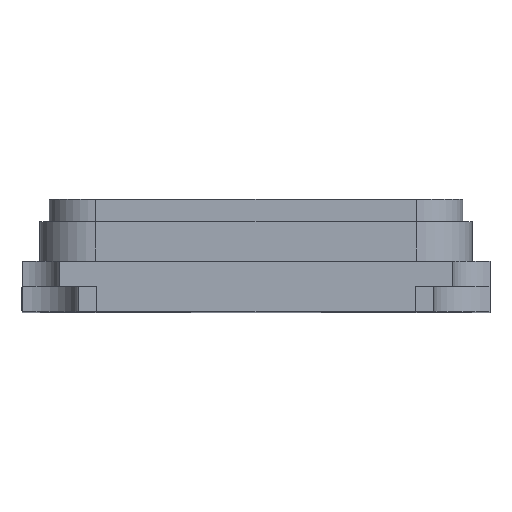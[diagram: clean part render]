
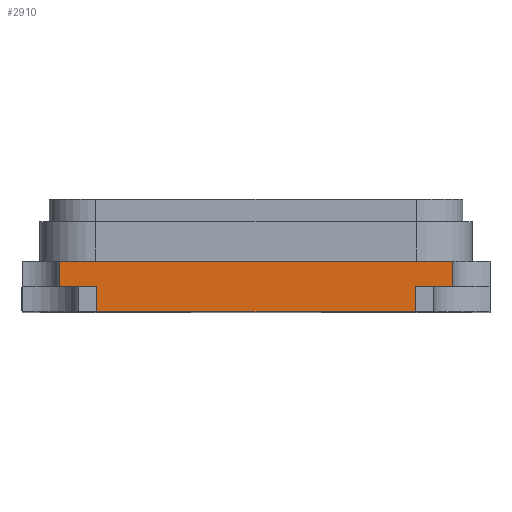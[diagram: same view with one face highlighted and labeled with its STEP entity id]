
A CAD part, top view. The second image highlights one B-rep face of the part: STEP entity #2910.
In plain terms, the highlighted planar face has unit normal (0, 0, 1).
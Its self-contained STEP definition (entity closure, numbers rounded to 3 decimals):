
#19 = DIRECTION ( 'NONE',  ( 0., 0., -1. ) ) ;
#26 = DIRECTION ( 'NONE',  ( 0., -1., 0. ) ) ;
#82 = VECTOR ( 'NONE', #2075, 1000. ) ;
#103 = CARTESIAN_POINT ( 'NONE',  ( 1.05, 0.135, 1.6 ) ) ;
#130 = CARTESIAN_POINT ( 'NONE',  ( -1.05, 0.27, 1.6 ) ) ;
#141 = LINE ( 'NONE', #103, #2780 ) ;
#162 = ORIENTED_EDGE ( 'NONE', *, *, #1945, .F. ) ;
#250 = EDGE_LOOP ( 'NONE', ( #3229, #3319, #2002, #573, #1660, #162, #2294, #3347 ) ) ;
#265 = VERTEX_POINT ( 'NONE', #614 ) ;
#304 = CARTESIAN_POINT ( 'NONE',  ( 0.85, 0.135, 1.6 ) ) ;
#305 = EDGE_CURVE ( 'NONE', #2851, #3139, #141, .T. ) ;
#330 = CARTESIAN_POINT ( 'NONE',  ( -0.85, 1.556, 1.6 ) ) ;
#391 = AXIS2_PLACEMENT_3D ( 'NONE', #2790, #19, #3317 ) ;
#451 = VERTEX_POINT ( 'NONE', #3152 ) ;
#564 = LINE ( 'NONE', #330, #1330 ) ;
#573 = ORIENTED_EDGE ( 'NONE', *, *, #3344, .F. ) ;
#582 = FACE_OUTER_BOUND ( 'NONE', #250, .T. ) ;
#614 = CARTESIAN_POINT ( 'NONE',  ( -0.85, 0.135, 1.6 ) ) ;
#661 = LINE ( 'NONE', #1098, #2864 ) ;
#677 = EDGE_CURVE ( 'NONE', #2183, #2577, #1044, .T. ) ;
#816 = VECTOR ( 'NONE', #1672, 1000. ) ;
#821 = DIRECTION ( 'NONE',  ( 1., 0., 0. ) ) ;
#835 = EDGE_CURVE ( 'NONE', #1584, #451, #3262, .T. ) ;
#873 = DIRECTION ( 'NONE',  ( 0., -1., 0. ) ) ;
#942 = CARTESIAN_POINT ( 'NONE',  ( -1.05, 0.135, 1.6 ) ) ;
#1044 = LINE ( 'NONE', #2107, #1125 ) ;
#1088 = DIRECTION ( 'NONE',  ( 1., 0., 0. ) ) ;
#1091 = VECTOR ( 'NONE', #1088, 1000. ) ;
#1098 = CARTESIAN_POINT ( 'NONE',  ( 1.05, 0.27, 1.6 ) ) ;
#1125 = VECTOR ( 'NONE', #821, 1000. ) ;
#1328 = CARTESIAN_POINT ( 'NONE',  ( 1.05, 0.135, 1.6 ) ) ;
#1330 = VECTOR ( 'NONE', #873, 1000. ) ;
#1374 = PLANE ( 'NONE',  #391 ) ;
#1476 = EDGE_CURVE ( 'NONE', #265, #2183, #564, .T. ) ;
#1584 = VERTEX_POINT ( 'NONE', #130 ) ;
#1660 = ORIENTED_EDGE ( 'NONE', *, *, #305, .T. ) ;
#1672 = DIRECTION ( 'NONE',  ( 1., 0., 0. ) ) ;
#1696 = DIRECTION ( 'NONE',  ( 0., -1., 0. ) ) ;
#1905 = CARTESIAN_POINT ( 'NONE',  ( -1.05, 0.135, 1.6 ) ) ;
#1920 = CARTESIAN_POINT ( 'NONE',  ( -1.05, 0.27, 1.6 ) ) ;
#1945 = EDGE_CURVE ( 'NONE', #451, #3139, #661, .T. ) ;
#1976 = CARTESIAN_POINT ( 'NONE',  ( -1.05, 0.27, 1.6 ) ) ;
#2002 = ORIENTED_EDGE ( 'NONE', *, *, #677, .T. ) ;
#2038 = CARTESIAN_POINT ( 'NONE',  ( 0.85, 1.556, 1.6 ) ) ;
#2075 = DIRECTION ( 'NONE',  ( 0., -1., 0. ) ) ;
#2107 = CARTESIAN_POINT ( 'NONE',  ( -1.05, 0., 1.6 ) ) ;
#2155 = EDGE_CURVE ( 'NONE', #2954, #265, #2697, .T. ) ;
#2183 = VERTEX_POINT ( 'NONE', #2917 ) ;
#2294 = ORIENTED_EDGE ( 'NONE', *, *, #835, .F. ) ;
#2339 = LINE ( 'NONE', #2038, #82 ) ;
#2476 = EDGE_CURVE ( 'NONE', #1584, #2954, #3281, .T. ) ;
#2577 = VERTEX_POINT ( 'NONE', #3310 ) ;
#2659 = VECTOR ( 'NONE', #1696, 1000. ) ;
#2697 = LINE ( 'NONE', #1905, #1091 ) ;
#2780 = VECTOR ( 'NONE', #2789, 1000. ) ;
#2789 = DIRECTION ( 'NONE',  ( 1., 0., 0. ) ) ;
#2790 = CARTESIAN_POINT ( 'NONE',  ( -1.05, 0.27, 1.6 ) ) ;
#2851 = VERTEX_POINT ( 'NONE', #304 ) ;
#2864 = VECTOR ( 'NONE', #26, 1000. ) ;
#2910 = ADVANCED_FACE ( 'NONE', ( #582 ), #1374, .F. ) ;
#2917 = CARTESIAN_POINT ( 'NONE',  ( -0.85, 0., 1.6 ) ) ;
#2954 = VERTEX_POINT ( 'NONE', #942 ) ;
#3139 = VERTEX_POINT ( 'NONE', #1328 ) ;
#3152 = CARTESIAN_POINT ( 'NONE',  ( 1.05, 0.27, 1.6 ) ) ;
#3229 = ORIENTED_EDGE ( 'NONE', *, *, #2155, .T. ) ;
#3262 = LINE ( 'NONE', #1976, #816 ) ;
#3281 = LINE ( 'NONE', #1920, #2659 ) ;
#3310 = CARTESIAN_POINT ( 'NONE',  ( 0.85, 0., 1.6 ) ) ;
#3317 = DIRECTION ( 'NONE',  ( -1., 0., 0. ) ) ;
#3319 = ORIENTED_EDGE ( 'NONE', *, *, #1476, .T. ) ;
#3344 = EDGE_CURVE ( 'NONE', #2851, #2577, #2339, .T. ) ;
#3347 = ORIENTED_EDGE ( 'NONE', *, *, #2476, .T. ) ;
